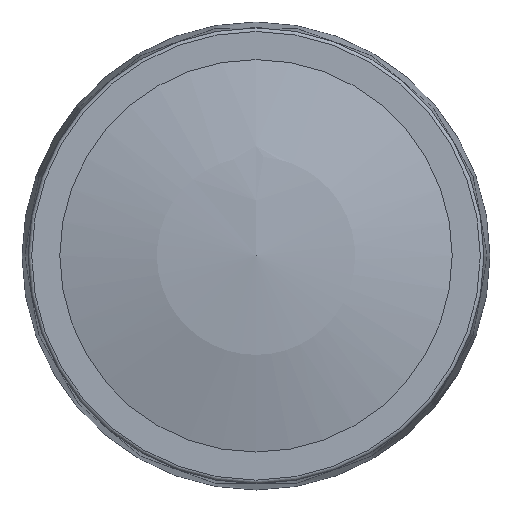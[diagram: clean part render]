
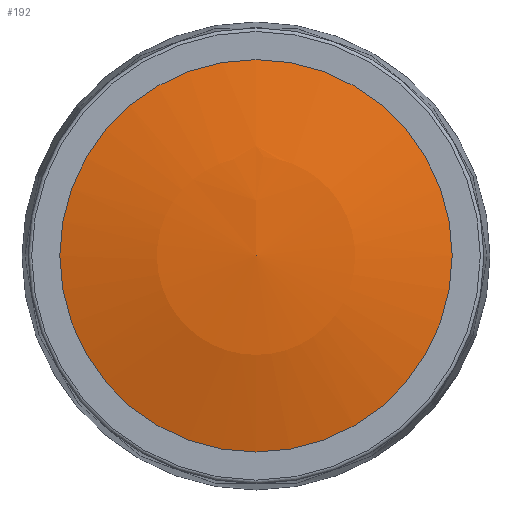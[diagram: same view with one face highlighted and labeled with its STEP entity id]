
A CAD part, top view. The second image highlights one B-rep face of the part: STEP entity #192.
In plain terms, the highlighted spherical face has radius 39.101 mm.
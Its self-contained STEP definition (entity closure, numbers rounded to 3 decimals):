
#192 = ADVANCED_FACE( '', ( #445 ), #446, .T. );
#445 = FACE_OUTER_BOUND( '', #762, .T. );
#446 = SPHERICAL_SURFACE( '', #763, 39.101 );
#762 = EDGE_LOOP( '', ( #1244 ) );
#763 = AXIS2_PLACEMENT_3D( '', #1245, #1246, #1247 );
#1244 = ORIENTED_EDGE( '', *, *, #1635, .T. );
#1245 = CARTESIAN_POINT( '', ( 0., 0., -16.601 ) );
#1246 = DIRECTION( '', ( 0., 0., 1. ) );
#1247 = DIRECTION( '', ( 0., 1., 0. ) );
#1635 = EDGE_CURVE( '', #1917, #1917, #1918, .T. );
#1917 = VERTEX_POINT( '', #2330 );
#1918 = CIRCLE( '', #2331, 10.9 );
#2330 = CARTESIAN_POINT( '', ( 10.9, 0., 20.95 ) );
#2331 = AXIS2_PLACEMENT_3D( '', #2811, #2812, #2813 );
#2811 = CARTESIAN_POINT( '', ( 0., 0., 20.95 ) );
#2812 = DIRECTION( '', ( 0., 0., 1. ) );
#2813 = DIRECTION( '', ( 1., 0., 0. ) );
